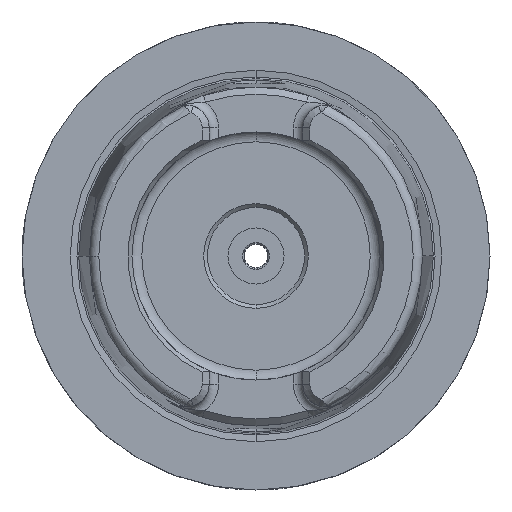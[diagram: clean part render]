
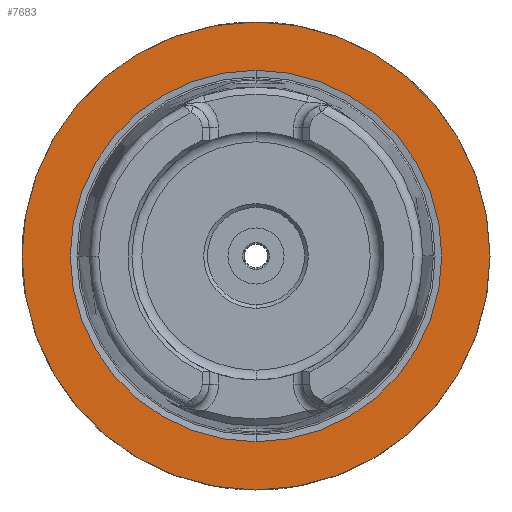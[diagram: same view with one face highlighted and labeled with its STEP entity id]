
A CAD part, left-side view. The second image highlights one B-rep face of the part: STEP entity #7683.
In plain terms, the highlighted planar face has unit normal (-1, 0, 0).
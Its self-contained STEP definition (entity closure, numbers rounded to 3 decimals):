
#144 = CARTESIAN_POINT ( 'NONE',  ( 0., 0., 0. ) ) ;
#210 = CARTESIAN_POINT ( 'NONE',  ( 0., 0., 0. ) ) ;
#489 = DIRECTION ( 'NONE',  ( 0., 0., 1. ) ) ;
#607 = CARTESIAN_POINT ( 'NONE',  ( 0., 0., -39.682 ) ) ;
#639 = VERTEX_POINT ( 'NONE', #2571 ) ;
#1092 = DIRECTION ( 'NONE',  ( 0., 0., 1. ) ) ;
#1167 = DIRECTION ( 'NONE',  ( 0., 0., 1. ) ) ;
#1467 = CIRCLE ( 'NONE', #9499, 39.682 ) ;
#2154 = ORIENTED_EDGE ( 'NONE', *, *, #4553, .T. ) ;
#2182 = CARTESIAN_POINT ( 'NONE',  ( 0., 0., 0. ) ) ;
#2230 = EDGE_CURVE ( 'NONE', #4248, #10183, #1467, .T. ) ;
#2571 = CARTESIAN_POINT ( 'NONE',  ( 0., 0., 50. ) ) ;
#2573 = AXIS2_PLACEMENT_3D ( 'NONE', #5328, #12024, #6280 ) ;
#2585 = CARTESIAN_POINT ( 'NONE',  ( 0., 0., 39.682 ) ) ;
#2965 = CIRCLE ( 'NONE', #5163, 50. ) ;
#3128 = DIRECTION ( 'NONE',  ( 0., 0., -1. ) ) ;
#3165 = ORIENTED_EDGE ( 'NONE', *, *, #4655, .F. ) ;
#3220 = AXIS2_PLACEMENT_3D ( 'NONE', #210, #6885, #1167 ) ;
#3914 = CIRCLE ( 'NONE', #2573, 39.682 ) ;
#4090 = EDGE_LOOP ( 'NONE', ( #11051, #3165 ) ) ;
#4248 = VERTEX_POINT ( 'NONE', #2585 ) ;
#4553 = EDGE_CURVE ( 'NONE', #5656, #639, #11984, .T. ) ;
#4568 = FACE_OUTER_BOUND ( 'NONE', #7980, .T. ) ;
#4655 = EDGE_CURVE ( 'NONE', #10183, #4248, #3914, .T. ) ;
#4726 = CARTESIAN_POINT ( 'NONE',  ( 0., 0., -50. ) ) ;
#5163 = AXIS2_PLACEMENT_3D ( 'NONE', #144, #6816, #1092 ) ;
#5328 = CARTESIAN_POINT ( 'NONE',  ( 0., 0., 0. ) ) ;
#5656 = VERTEX_POINT ( 'NONE', #4726 ) ;
#6164 = ORIENTED_EDGE ( 'NONE', *, *, #6886, .T. ) ;
#6216 = DIRECTION ( 'NONE',  ( -1., 0., 0. ) ) ;
#6280 = DIRECTION ( 'NONE',  ( 0., 0., 1. ) ) ;
#6816 = DIRECTION ( 'NONE',  ( -1., 0., 0. ) ) ;
#6885 = DIRECTION ( 'NONE',  ( -1., 0., 0. ) ) ;
#6886 = EDGE_CURVE ( 'NONE', #639, #5656, #2965, .T. ) ;
#7683 = ADVANCED_FACE ( 'NONE', ( #4568, #9949 ), #10715, .F. ) ;
#7980 = EDGE_LOOP ( 'NONE', ( #6164, #2154 ) ) ;
#8834 = DIRECTION ( 'NONE',  ( 1., 0., 0. ) ) ;
#9499 = AXIS2_PLACEMENT_3D ( 'NONE', #11951, #6216, #489 ) ;
#9917 = AXIS2_PLACEMENT_3D ( 'NONE', #2182, #8834, #3128 ) ;
#9949 = FACE_BOUND ( 'NONE', #4090, .T. ) ;
#10183 = VERTEX_POINT ( 'NONE', #607 ) ;
#10715 = PLANE ( 'NONE',  #9917 ) ;
#11051 = ORIENTED_EDGE ( 'NONE', *, *, #2230, .F. ) ;
#11951 = CARTESIAN_POINT ( 'NONE',  ( 0., 0., 0. ) ) ;
#11984 = CIRCLE ( 'NONE', #3220, 50. ) ;
#12024 = DIRECTION ( 'NONE',  ( -1., 0., 0. ) ) ;
